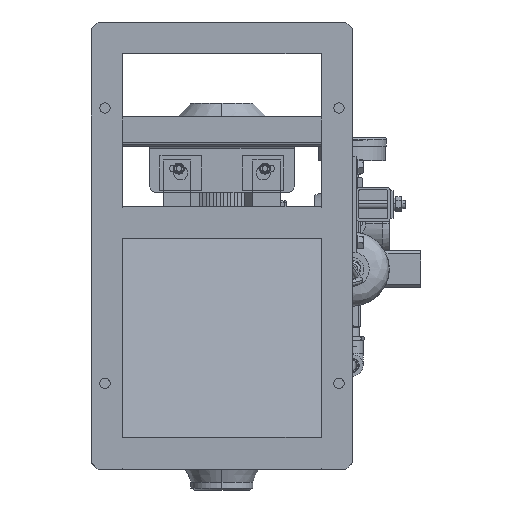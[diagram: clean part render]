
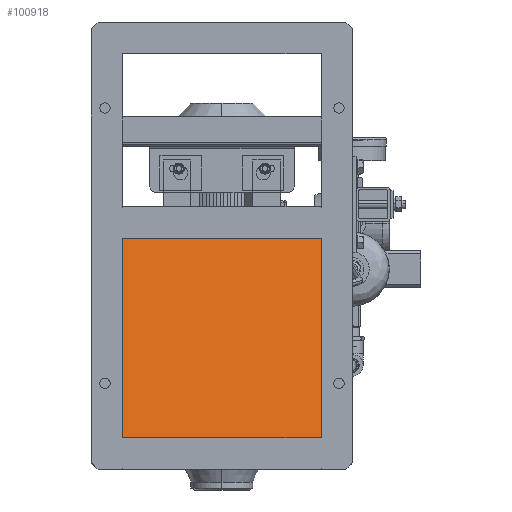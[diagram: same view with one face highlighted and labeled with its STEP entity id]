
A CAD part, front view. The second image highlights one B-rep face of the part: STEP entity #100918.
In plain terms, the highlighted planar face has unit normal (0, -0.985, 0.17).
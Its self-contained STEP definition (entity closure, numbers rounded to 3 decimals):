
#1232 = CARTESIAN_POINT ( 'NONE',  ( 144., -202.985, 211. ) ) ;
#1745 = DIRECTION ( 'NONE',  ( 0., 0.985, -0.17 ) ) ;
#4815 = VECTOR ( 'NONE', #12594, 1000. ) ;
#7473 = LINE ( 'NONE', #37772, #39517 ) ;
#10007 = CARTESIAN_POINT ( 'NONE',  ( 144., -252.985, -78.657 ) ) ;
#12594 = DIRECTION ( 'NONE',  ( 0., -0.17, -0.985 ) ) ;
#18858 = VECTOR ( 'NONE', #31017, 1000. ) ;
#20026 = CARTESIAN_POINT ( 'NONE',  ( -144., -252.985, -78.657 ) ) ;
#22037 = DIRECTION ( 'NONE',  ( -1., 0., 0. ) ) ;
#24987 = CARTESIAN_POINT ( 'NONE',  ( -144., -202.985, 211. ) ) ;
#25418 = DIRECTION ( 'NONE',  ( 0., 0.17, 0.985 ) ) ;
#25480 = ORIENTED_EDGE ( 'NONE', *, *, #59344, .T. ) ;
#26751 = ORIENTED_EDGE ( 'NONE', *, *, #101575, .F. ) ;
#31017 = DIRECTION ( 'NONE',  ( -1., 0., 0. ) ) ;
#33742 = VERTEX_POINT ( 'NONE', #20026 ) ;
#37772 = CARTESIAN_POINT ( 'NONE',  ( 144., -252.985, -78.657 ) ) ;
#39517 = VECTOR ( 'NONE', #22037, 1000. ) ;
#40121 = EDGE_LOOP ( 'NONE', ( #25480, #84776, #26751, #46838 ) ) ;
#43659 = CARTESIAN_POINT ( 'NONE',  ( -144., -252.985, -78.657 ) ) ;
#44276 = EDGE_CURVE ( 'NONE', #99311, #76312, #59843, .T. ) ;
#46838 = ORIENTED_EDGE ( 'NONE', *, *, #44276, .F. ) ;
#48167 = CARTESIAN_POINT ( 'NONE',  ( 144., -252.985, -78.657 ) ) ;
#49901 = FACE_OUTER_BOUND ( 'NONE', #40121, .T. ) ;
#50435 = PLANE ( 'NONE',  #99945 ) ;
#50973 = LINE ( 'NONE', #1232, #18858 ) ;
#51795 = LINE ( 'NONE', #43659, #53042 ) ;
#53042 = VECTOR ( 'NONE', #100947, 1000. ) ;
#58361 = EDGE_CURVE ( 'NONE', #69233, #33742, #51795, .T. ) ;
#59344 = EDGE_CURVE ( 'NONE', #99311, #69233, #50973, .T. ) ;
#59843 = LINE ( 'NONE', #86245, #4815 ) ;
#69233 = VERTEX_POINT ( 'NONE', #24987 ) ;
#76312 = VERTEX_POINT ( 'NONE', #48167 ) ;
#84776 = ORIENTED_EDGE ( 'NONE', *, *, #58361, .T. ) ;
#86245 = CARTESIAN_POINT ( 'NONE',  ( 144., -252.985, -78.657 ) ) ;
#99311 = VERTEX_POINT ( 'NONE', #99863 ) ;
#99863 = CARTESIAN_POINT ( 'NONE',  ( 144., -202.985, 211. ) ) ;
#99945 = AXIS2_PLACEMENT_3D ( 'NONE', #10007, #1745, #25418 ) ;
#100918 = ADVANCED_FACE ( 'NONE', ( #49901 ), #50435, .F. ) ;
#100947 = DIRECTION ( 'NONE',  ( 0., -0.17, -0.985 ) ) ;
#101575 = EDGE_CURVE ( 'NONE', #76312, #33742, #7473, .T. ) ;
